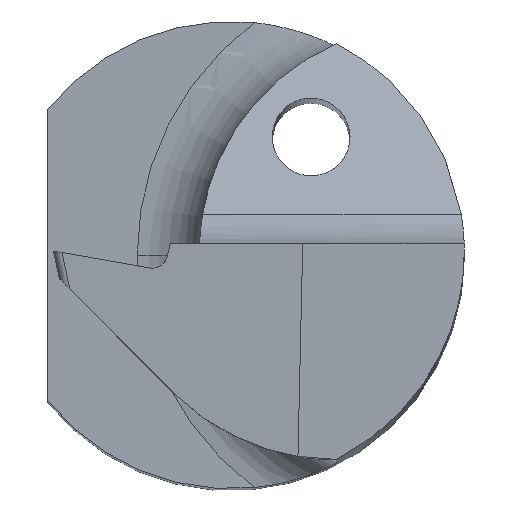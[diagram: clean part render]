
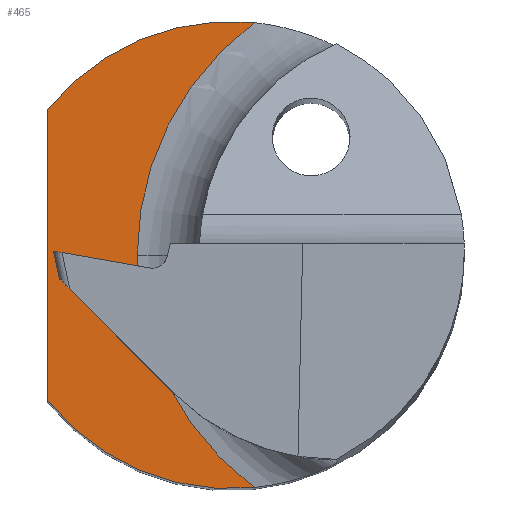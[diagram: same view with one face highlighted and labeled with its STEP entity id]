
A CAD part, top view. The second image highlights one B-rep face of the part: STEP entity #465.
In plain terms, the highlighted planar face has unit normal (0, 0, 1).
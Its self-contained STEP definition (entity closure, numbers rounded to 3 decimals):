
#2 = CARTESIAN_POINT ( 'NONE',  ( -1.2, 0., 15.005 ) ) ;
#31 = ORIENTED_EDGE ( 'NONE', *, *, #368, .F. ) ;
#40 = DIRECTION ( 'NONE',  ( 0., 0., -1. ) ) ;
#59 = CARTESIAN_POINT ( 'NONE',  ( 2.514, 0., 15.005 ) ) ;
#64 = VERTEX_POINT ( 'NONE', #530 ) ;
#70 = ORIENTED_EDGE ( 'NONE', *, *, #707, .F. ) ;
#84 = PLANE ( 'NONE',  #154 ) ;
#95 = VECTOR ( 'NONE', #370, 1000. ) ;
#126 = DIRECTION ( 'NONE',  ( -1., 0., 0. ) ) ;
#142 = AXIS2_PLACEMENT_3D ( 'NONE', #59, #334, #276 ) ;
#154 = AXIS2_PLACEMENT_3D ( 'NONE', #904, #817, #451 ) ;
#192 = CARTESIAN_POINT ( 'NONE',  ( 0., 0., 15.005 ) ) ;
#268 = EDGE_LOOP ( 'NONE', ( #438, #490, #31, #895, #70 ) ) ;
#276 = DIRECTION ( 'NONE',  ( -1., 0., 0. ) ) ;
#295 = LINE ( 'NONE', #783, #95 ) ;
#309 = AXIS2_PLACEMENT_3D ( 'NONE', #192, #40, #481 ) ;
#319 = DIRECTION ( 'NONE',  ( 0., 0., -1. ) ) ;
#334 = DIRECTION ( 'NONE',  ( 0., 0., 1. ) ) ;
#344 = VERTEX_POINT ( 'NONE', #653 ) ;
#348 = DIRECTION ( 'NONE',  ( 0., 0., 1. ) ) ;
#367 = FACE_OUTER_BOUND ( 'NONE', #268, .T. ) ;
#368 = EDGE_CURVE ( 'NONE', #407, #64, #977, .T. ) ;
#370 = DIRECTION ( 'NONE',  ( 0., 1., 0. ) ) ;
#407 = VERTEX_POINT ( 'NONE', #641 ) ;
#438 = ORIENTED_EDGE ( 'NONE', *, *, #548, .F. ) ;
#446 = CARTESIAN_POINT ( 'NONE',  ( 0.304, 2.985, 15.005 ) ) ;
#451 = DIRECTION ( 'NONE',  ( -1., 0., 0. ) ) ;
#459 = AXIS2_PLACEMENT_3D ( 'NONE', #757, #319, #769 ) ;
#465 = ADVANCED_FACE ( 'NONE', ( #367 ), #84, .T. ) ;
#481 = DIRECTION ( 'NONE',  ( -1., 0., 0. ) ) ;
#490 = ORIENTED_EDGE ( 'NONE', *, *, #675, .F. ) ;
#527 = VERTEX_POINT ( 'NONE', #446 ) ;
#530 = CARTESIAN_POINT ( 'NONE',  ( -2.35, -1.865, 15.005 ) ) ;
#548 = EDGE_CURVE ( 'NONE', #344, #527, #603, .T. ) ;
#553 = CIRCLE ( 'NONE', #142, 3.714 ) ;
#603 = CIRCLE ( 'NONE', #459, 3. ) ;
#641 = CARTESIAN_POINT ( 'NONE',  ( 0.304, -2.985, 15.005 ) ) ;
#653 = CARTESIAN_POINT ( 'NONE',  ( -2.35, 1.865, 15.005 ) ) ;
#675 = EDGE_CURVE ( 'NONE', #64, #344, #295, .T. ) ;
#688 = AXIS2_PLACEMENT_3D ( 'NONE', #814, #348, #126 ) ;
#707 = EDGE_CURVE ( 'NONE', #527, #878, #553, .T. ) ;
#731 = EDGE_CURVE ( 'NONE', #878, #407, #939, .T. ) ;
#757 = CARTESIAN_POINT ( 'NONE',  ( 0., 0., 15.005 ) ) ;
#769 = DIRECTION ( 'NONE',  ( -1., 0., 0. ) ) ;
#783 = CARTESIAN_POINT ( 'NONE',  ( -2.35, 1.865, 15.005 ) ) ;
#814 = CARTESIAN_POINT ( 'NONE',  ( 2.514, 0., 15.005 ) ) ;
#817 = DIRECTION ( 'NONE',  ( 0., 0., 1. ) ) ;
#878 = VERTEX_POINT ( 'NONE', #2 ) ;
#895 = ORIENTED_EDGE ( 'NONE', *, *, #731, .F. ) ;
#904 = CARTESIAN_POINT ( 'NONE',  ( 0.402, -0.122, 15.005 ) ) ;
#939 = CIRCLE ( 'NONE', #688, 3.714 ) ;
#977 = CIRCLE ( 'NONE', #309, 3. ) ;
